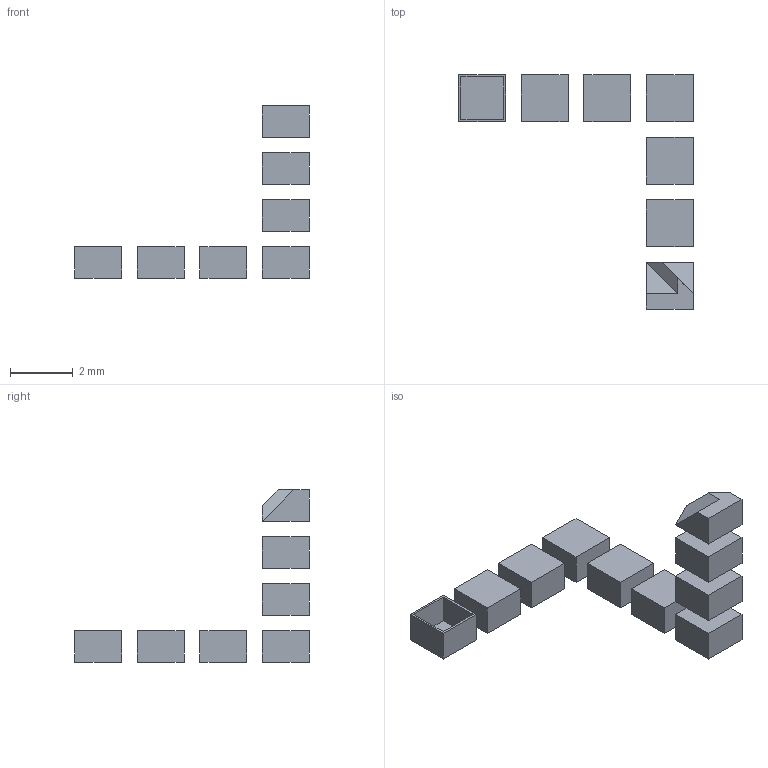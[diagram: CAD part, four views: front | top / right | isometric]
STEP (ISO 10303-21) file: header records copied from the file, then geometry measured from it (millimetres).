
FILE_DESCRIPTION(('Model of Penrose triangle built from boxes resembling ones found on OCC logo'),'2;1');
FILE_NAME('Penrose.stp','2014-12-11T06:34:53',('abv'),( 'Open CASCADE'),'Open CASCADE STEP processor 6.8','Open CASCADE 6.8 DRAW' ,'Unknown');
FILE_SCHEMA(('AUTOMOTIVE_DESIGN_CC2 { 1 2 10303 214 -1 1 5 4 }'));
Length unit declared in the file: millimetre
Products named in the file (11): ASSEMBLY; SOLID
Assembly tree (10 placements, depth 2):
  ASSEMBLY
    SOLID
    SOLID
    SOLID
    SOLID
    SOLID
    SOLID
    SOLID
    SOLID
    SOLID
    SOLID
Bounding box: 7.5 x 7.5 x 5.5 mm (x, y, z)
Volume: 20.2 mm3; surface area: 108.7 mm2
Topology: 10 solids, 10 shells, 69 faces, 140 edges, 92 vertices
Faces by surface type: plane 69
Entity records: 4055 total; most frequent: CARTESIAN_POINT 627, DIRECTION 556, LINE 396, VECTOR 396, ORIENTED_EDGE 280, PCURVE 280, DEFINITIONAL_REPRESENTATION 280, EDGE_CURVE 140
